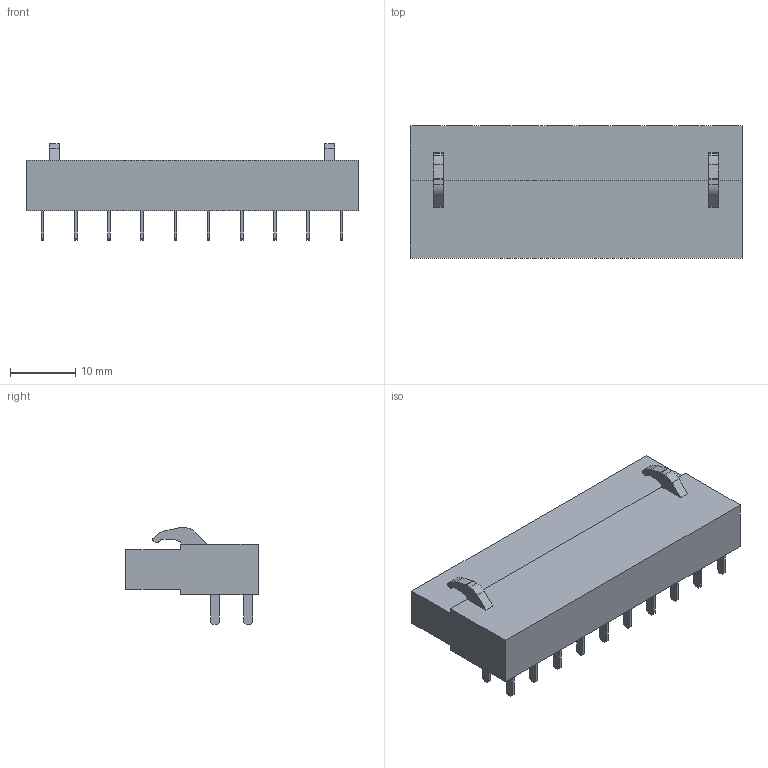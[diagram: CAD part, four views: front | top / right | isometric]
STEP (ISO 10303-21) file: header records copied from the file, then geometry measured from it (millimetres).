
FILE_DESCRIPTION(('CATIA V5 STEP Exchange','CAx-IF Rec.Pracs.--- Model Styling and Organization---1.4--- 2014-01-23'),'2;1');
FILE_NAME ('D1489780_0', '2021-06-15T13:42:10+00:00', ('none'), ('Weidmueller'), 'CATIA Version 5-6 Release 2016 SP3 HF44', 'CATIA V5 STEP AP214', 'none');
FILE_SCHEMA(('AUTOMOTIVE_DESIGN { 1 0 10303 214 1 1 1 1 }'));
Length unit declared in the file: millimetre
Products named in the file (1): 1646110000
Bounding box: 50.8 x 20.25 x 14.78 mm (x, y, z)
Volume: 7177 mm3; surface area: 3727 mm2
Topology: 21 solids, 21 shells, 336 faces, 786 edges, 524 vertices
Faces by surface type: plane 302, cone 20, cylinder 14
Entity records: 9596 total; most frequent: CARTESIAN_POINT 1791, ORIENTED_EDGE 1572, DIRECTION 1310, EDGE_CURVE 786, VECTOR 718, LINE 718, VERTEX_POINT 524, EDGE_LOOP 368
